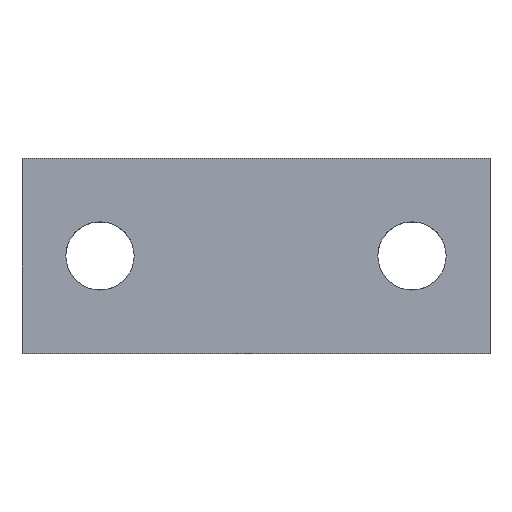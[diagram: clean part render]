
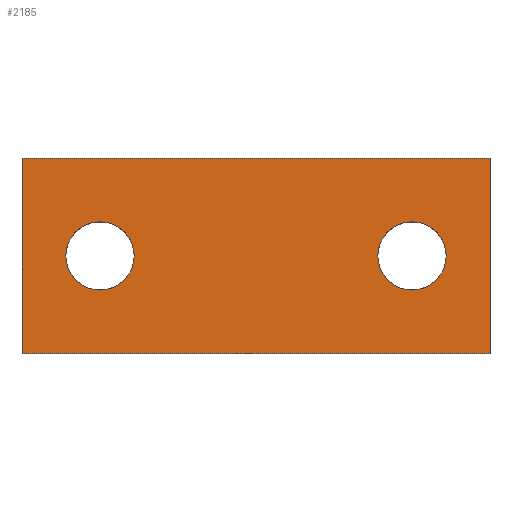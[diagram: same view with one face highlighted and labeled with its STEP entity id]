
A CAD part, top view. The second image highlights one B-rep face of the part: STEP entity #2185.
In plain terms, the highlighted planar face has unit normal (0, 0, 1).
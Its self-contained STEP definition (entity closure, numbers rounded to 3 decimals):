
#5 = CARTESIAN_POINT ( 'NONE',  ( -7.561, 9.766, 6.5 ) ) ;
#87 = ORIENTED_EDGE ( 'NONE', *, *, #2074, .F. ) ;
#235 = DIRECTION ( 'NONE',  ( 0., 0., 1. ) ) ;
#240 = ORIENTED_EDGE ( 'NONE', *, *, #852, .F. ) ;
#287 = DIRECTION ( 'NONE',  ( -1., 0., 0. ) ) ;
#314 = CARTESIAN_POINT ( 'NONE',  ( 35.939, -0.234, 6.5 ) ) ;
#336 = AXIS2_PLACEMENT_3D ( 'NONE', #736, #235, #1019 ) ;
#368 = EDGE_CURVE ( 'NONE', #1225, #2990, #882, .T. ) ;
#373 = VERTEX_POINT ( 'NONE', #2749 ) ;
#430 = CARTESIAN_POINT ( 'NONE',  ( -7.561, -10.234, 6.5 ) ) ;
#445 = CARTESIAN_POINT ( 'NONE',  ( 40.439, 9.766, 6.5 ) ) ;
#603 = AXIS2_PLACEMENT_3D ( 'NONE', #2592, #2099, #1267 ) ;
#684 = EDGE_CURVE ( 'NONE', #1404, #2990, #2924, .T. ) ;
#727 = ORIENTED_EDGE ( 'NONE', *, *, #1540, .F. ) ;
#736 = CARTESIAN_POINT ( 'NONE',  ( 0.439, -0.234, 6.5 ) ) ;
#766 = CIRCLE ( 'NONE', #3064, 3.5 ) ;
#767 = VECTOR ( 'NONE', #1021, 1000. ) ;
#825 = PLANE ( 'NONE',  #2314 ) ;
#852 = EDGE_CURVE ( 'NONE', #1620, #1756, #2259, .T. ) ;
#882 = LINE ( 'NONE', #430, #1473 ) ;
#975 = CARTESIAN_POINT ( 'NONE',  ( -7.561, 9.766, 6.5 ) ) ;
#1019 = DIRECTION ( 'NONE',  ( 1., 0., 0. ) ) ;
#1021 = DIRECTION ( 'NONE',  ( 1., 0., 0. ) ) ;
#1112 = CARTESIAN_POINT ( 'NONE',  ( 0.439, -0.234, 6.5 ) ) ;
#1126 = CARTESIAN_POINT ( 'NONE',  ( -7.561, -10.234, 6.5 ) ) ;
#1140 = VECTOR ( 'NONE', #1691, 1000. ) ;
#1221 = CARTESIAN_POINT ( 'NONE',  ( -7.561, 9.766, 6.5 ) ) ;
#1225 = VERTEX_POINT ( 'NONE', #1126 ) ;
#1238 = CARTESIAN_POINT ( 'NONE',  ( 32.439, -0.234, 6.5 ) ) ;
#1257 = DIRECTION ( 'NONE',  ( 1., 0., 0. ) ) ;
#1267 = DIRECTION ( 'NONE',  ( 1., 0., 0. ) ) ;
#1303 = ORIENTED_EDGE ( 'NONE', *, *, #1982, .T. ) ;
#1393 = ORIENTED_EDGE ( 'NONE', *, *, #368, .T. ) ;
#1404 = VERTEX_POINT ( 'NONE', #445 ) ;
#1473 = VECTOR ( 'NONE', #2198, 1000. ) ;
#1530 = DIRECTION ( 'NONE',  ( 0., 0., 1. ) ) ;
#1540 = EDGE_CURVE ( 'NONE', #1667, #373, #766, .T. ) ;
#1620 = VERTEX_POINT ( 'NONE', #3280 ) ;
#1667 = VERTEX_POINT ( 'NONE', #2819 ) ;
#1680 = CARTESIAN_POINT ( 'NONE',  ( 40.439, 9.766, 6.5 ) ) ;
#1691 = DIRECTION ( 'NONE',  ( 0., -1., 0. ) ) ;
#1756 = VERTEX_POINT ( 'NONE', #314 ) ;
#1767 = ORIENTED_EDGE ( 'NONE', *, *, #2392, .F. ) ;
#1831 = DIRECTION ( 'NONE',  ( 0., 0., -1. ) ) ;
#1889 = AXIS2_PLACEMENT_3D ( 'NONE', #1238, #1530, #1257 ) ;
#1982 = EDGE_CURVE ( 'NONE', #2174, #1225, #1983, .T. ) ;
#1983 = LINE ( 'NONE', #975, #1140 ) ;
#2074 = EDGE_CURVE ( 'NONE', #373, #1667, #3017, .T. ) ;
#2099 = DIRECTION ( 'NONE',  ( 0., 0., 1. ) ) ;
#2114 = CARTESIAN_POINT ( 'NONE',  ( 40.439, -10.234, 6.5 ) ) ;
#2174 = VERTEX_POINT ( 'NONE', #1221 ) ;
#2185 = ADVANCED_FACE ( 'NONE', ( #2228, #3267, #3007 ), #825, .F. ) ;
#2198 = DIRECTION ( 'NONE',  ( 1., 0., 0. ) ) ;
#2228 = FACE_BOUND ( 'NONE', #3336, .T. ) ;
#2259 = CIRCLE ( 'NONE', #1889, 3.5 ) ;
#2264 = CIRCLE ( 'NONE', #603, 3.5 ) ;
#2314 = AXIS2_PLACEMENT_3D ( 'NONE', #2795, #1831, #287 ) ;
#2361 = VECTOR ( 'NONE', #2704, 1000. ) ;
#2392 = EDGE_CURVE ( 'NONE', #2174, #1404, #3299, .T. ) ;
#2397 = DIRECTION ( 'NONE',  ( 0., 0., 1. ) ) ;
#2556 = EDGE_LOOP ( 'NONE', ( #1393, #3132, #1767, #1303 ) ) ;
#2592 = CARTESIAN_POINT ( 'NONE',  ( 32.439, -0.234, 6.5 ) ) ;
#2704 = DIRECTION ( 'NONE',  ( 0., -1., 0. ) ) ;
#2749 = CARTESIAN_POINT ( 'NONE',  ( -3.061, -0.234, 6.5 ) ) ;
#2795 = CARTESIAN_POINT ( 'NONE',  ( 0., 0., 6.5 ) ) ;
#2819 = CARTESIAN_POINT ( 'NONE',  ( 3.939, -0.234, 6.5 ) ) ;
#2921 = EDGE_CURVE ( 'NONE', #1756, #1620, #2264, .T. ) ;
#2924 = LINE ( 'NONE', #1680, #2361 ) ;
#2990 = VERTEX_POINT ( 'NONE', #2114 ) ;
#3007 = FACE_OUTER_BOUND ( 'NONE', #2556, .T. ) ;
#3017 = CIRCLE ( 'NONE', #336, 3.5 ) ;
#3064 = AXIS2_PLACEMENT_3D ( 'NONE', #1112, #2397, #3179 ) ;
#3132 = ORIENTED_EDGE ( 'NONE', *, *, #684, .F. ) ;
#3150 = EDGE_LOOP ( 'NONE', ( #240, #3285 ) ) ;
#3179 = DIRECTION ( 'NONE',  ( 1., 0., 0. ) ) ;
#3267 = FACE_BOUND ( 'NONE', #3150, .T. ) ;
#3280 = CARTESIAN_POINT ( 'NONE',  ( 28.939, -0.234, 6.5 ) ) ;
#3285 = ORIENTED_EDGE ( 'NONE', *, *, #2921, .F. ) ;
#3299 = LINE ( 'NONE', #5, #767 ) ;
#3336 = EDGE_LOOP ( 'NONE', ( #87, #727 ) ) ;
